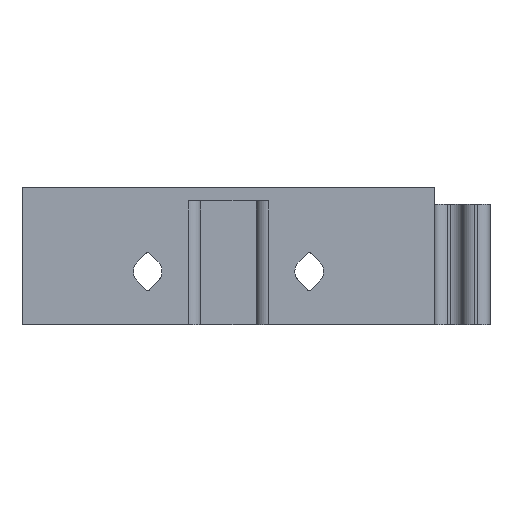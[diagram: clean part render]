
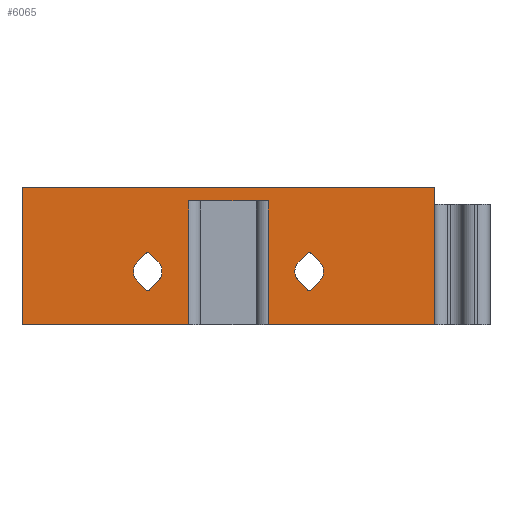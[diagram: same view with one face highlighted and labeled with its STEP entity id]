
A CAD part, left-side view. The second image highlights one B-rep face of the part: STEP entity #6065.
In plain terms, the highlighted planar face has unit normal (-1, 0, 0).
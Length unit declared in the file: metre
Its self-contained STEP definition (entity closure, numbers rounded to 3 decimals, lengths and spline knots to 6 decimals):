
#196=CIRCLE('',#6519,0.0004);
#197=CIRCLE('',#6520,0.002075);
#198=CIRCLE('',#6521,0.0004);
#199=CIRCLE('',#6522,0.002075);
#200=CIRCLE('',#6523,0.0004);
#201=CIRCLE('',#6524,0.002075);
#202=CIRCLE('',#6525,0.0004);
#203=CIRCLE('',#6526,0.002075);
#989=ORIENTED_EDGE('',*,*,#2769,.T.);
#990=ORIENTED_EDGE('',*,*,#2495,.F.);
#991=ORIENTED_EDGE('',*,*,#2770,.F.);
#992=ORIENTED_EDGE('',*,*,#2771,.F.);
#993=ORIENTED_EDGE('',*,*,#2772,.T.);
#994=ORIENTED_EDGE('',*,*,#2479,.F.);
#995=ORIENTED_EDGE('',*,*,#2773,.T.);
#996=ORIENTED_EDGE('',*,*,#2277,.T.);
#997=ORIENTED_EDGE('',*,*,#2774,.F.);
#998=ORIENTED_EDGE('',*,*,#2775,.F.);
#999=ORIENTED_EDGE('',*,*,#2776,.T.);
#1000=ORIENTED_EDGE('',*,*,#2777,.F.);
#1001=ORIENTED_EDGE('',*,*,#2778,.T.);
#1002=ORIENTED_EDGE('',*,*,#2779,.F.);
#1003=ORIENTED_EDGE('',*,*,#2780,.F.);
#1004=ORIENTED_EDGE('',*,*,#2781,.F.);
#1005=ORIENTED_EDGE('',*,*,#2782,.F.);
#1006=ORIENTED_EDGE('',*,*,#2783,.F.);
#1007=ORIENTED_EDGE('',*,*,#2784,.T.);
#1008=ORIENTED_EDGE('',*,*,#2785,.F.);
#1009=ORIENTED_EDGE('',*,*,#2786,.T.);
#1010=ORIENTED_EDGE('',*,*,#2787,.F.);
#1011=ORIENTED_EDGE('',*,*,#2788,.F.);
#1012=ORIENTED_EDGE('',*,*,#2789,.F.);
#2277=EDGE_CURVE('',#3206,#3209,#3815,.F.);
#2479=EDGE_CURVE('',#3387,#3388,#3953,.F.);
#2495=EDGE_CURVE('',#3403,#3404,#3961,.F.);
#2769=EDGE_CURVE('',#3209,#3404,#4137,.T.);
#2770=EDGE_CURVE('',#3617,#3403,#4138,.T.);
#2771=EDGE_CURVE('',#3618,#3617,#4139,.F.);
#2772=EDGE_CURVE('',#3618,#3388,#4140,.F.);
#2773=EDGE_CURVE('',#3387,#3206,#4141,.T.);
#2774=EDGE_CURVE('',#3619,#3620,#4142,.T.);
#2775=EDGE_CURVE('',#3621,#3619,#196,.T.);
#2776=EDGE_CURVE('',#3621,#3622,#4143,.T.);
#2777=EDGE_CURVE('',#3623,#3622,#197,.T.);
#2778=EDGE_CURVE('',#3623,#3624,#4144,.T.);
#2779=EDGE_CURVE('',#3625,#3624,#198,.T.);
#2780=EDGE_CURVE('',#3626,#3625,#4145,.T.);
#2781=EDGE_CURVE('',#3620,#3626,#199,.T.);
#2782=EDGE_CURVE('',#3627,#3628,#4146,.T.);
#2783=EDGE_CURVE('',#3629,#3627,#200,.T.);
#2784=EDGE_CURVE('',#3629,#3630,#4147,.T.);
#2785=EDGE_CURVE('',#3631,#3630,#201,.T.);
#2786=EDGE_CURVE('',#3631,#3632,#4148,.T.);
#2787=EDGE_CURVE('',#3633,#3632,#202,.T.);
#2788=EDGE_CURVE('',#3634,#3633,#4149,.T.);
#2789=EDGE_CURVE('',#3628,#3634,#203,.T.);
#3206=VERTEX_POINT('',#8388);
#3209=VERTEX_POINT('',#8393);
#3387=VERTEX_POINT('',#8858);
#3388=VERTEX_POINT('',#8860);
#3403=VERTEX_POINT('',#8890);
#3404=VERTEX_POINT('',#8892);
#3617=VERTEX_POINT('',#9494);
#3618=VERTEX_POINT('',#9496);
#3619=VERTEX_POINT('',#9500);
#3620=VERTEX_POINT('',#9501);
#3621=VERTEX_POINT('',#9503);
#3622=VERTEX_POINT('',#9505);
#3623=VERTEX_POINT('',#9507);
#3624=VERTEX_POINT('',#9509);
#3625=VERTEX_POINT('',#9511);
#3626=VERTEX_POINT('',#9513);
#3627=VERTEX_POINT('',#9516);
#3628=VERTEX_POINT('',#9517);
#3629=VERTEX_POINT('',#9519);
#3630=VERTEX_POINT('',#9521);
#3631=VERTEX_POINT('',#9523);
#3632=VERTEX_POINT('',#9525);
#3633=VERTEX_POINT('',#9527);
#3634=VERTEX_POINT('',#9529);
#3815=LINE('',#8394,#4461);
#3953=LINE('',#8859,#4599);
#3961=LINE('',#8891,#4607);
#4137=LINE('',#9492,#4783);
#4138=LINE('',#9493,#4784);
#4139=LINE('',#9495,#4785);
#4140=LINE('',#9497,#4786);
#4141=LINE('',#9498,#4787);
#4142=LINE('',#9499,#4788);
#4143=LINE('',#9504,#4789);
#4144=LINE('',#9508,#4790);
#4145=LINE('',#9512,#4791);
#4146=LINE('',#9515,#4792);
#4147=LINE('',#9520,#4793);
#4148=LINE('',#9524,#4794);
#4149=LINE('',#9528,#4795);
#4461=VECTOR('',#6800,1.);
#4599=VECTOR('',#7092,1.);
#4607=VECTOR('',#7116,1.);
#4783=VECTOR('',#7516,1.);
#4784=VECTOR('',#7517,1.);
#4785=VECTOR('',#7518,1.);
#4786=VECTOR('',#7519,1.);
#4787=VECTOR('',#7520,1.);
#4788=VECTOR('',#7521,1.);
#4789=VECTOR('',#7524,1.);
#4790=VECTOR('',#7527,1.);
#4791=VECTOR('',#7530,1.);
#4792=VECTOR('',#7533,1.);
#4793=VECTOR('',#7536,1.);
#4794=VECTOR('',#7539,1.);
#4795=VECTOR('',#7542,1.);
#5194=EDGE_LOOP('',(#989,#990,#991,#992,#993,#994,#995,#996));
#5195=EDGE_LOOP('',(#997,#998,#999,#1000,#1001,#1002,#1003,#1004));
#5196=EDGE_LOOP('',(#1005,#1006,#1007,#1008,#1009,#1010,#1011,#1012));
#5538=FACE_BOUND('',#5194,.T.);
#5539=FACE_BOUND('',#5195,.T.);
#5540=FACE_BOUND('',#5196,.T.);
#5835=PLANE('',#6518);
#6065=ADVANCED_FACE('',(#5538,#5539,#5540),#5835,.T.);
#6518=AXIS2_PLACEMENT_3D('',#9491,#7514,#7515);
#6519=AXIS2_PLACEMENT_3D('',#9502,#7522,#7523);
#6520=AXIS2_PLACEMENT_3D('',#9506,#7525,#7526);
#6521=AXIS2_PLACEMENT_3D('',#9510,#7528,#7529);
#6522=AXIS2_PLACEMENT_3D('',#9514,#7531,#7532);
#6523=AXIS2_PLACEMENT_3D('',#9518,#7534,#7535);
#6524=AXIS2_PLACEMENT_3D('',#9522,#7537,#7538);
#6525=AXIS2_PLACEMENT_3D('',#9526,#7540,#7541);
#6526=AXIS2_PLACEMENT_3D('',#9530,#7543,#7544);
#6800=DIRECTION('',(0.,-1.,0.));
#7092=DIRECTION('',(0.,-1.,0.));
#7116=DIRECTION('',(0.,-1.,0.));
#7514=DIRECTION('',(-1.,0.,0.));
#7515=DIRECTION('',(0.,-1.,0.));
#7516=DIRECTION('',(0.,0.,-1.));
#7517=DIRECTION('',(0.,0.,-1.));
#7518=DIRECTION('',(0.,-1.,0.));
#7519=DIRECTION('',(0.,0.,1.));
#7520=DIRECTION('',(0.,0.,1.));
#7521=DIRECTION('',(0.,-0.707,0.707));
#7522=DIRECTION('',(-1.,0.,0.));
#7523=DIRECTION('',(0.,-1.,0.));
#7524=DIRECTION('',(0.,0.707,0.707));
#7525=DIRECTION('',(-1.,0.,0.));
#7526=DIRECTION('',(0.,-1.,0.));
#7527=DIRECTION('',(0.,-0.707,0.707));
#7528=DIRECTION('',(-1.,0.,0.));
#7529=DIRECTION('',(0.,-1.,0.));
#7530=DIRECTION('',(0.,0.707,0.707));
#7531=DIRECTION('',(-1.,0.,0.));
#7532=DIRECTION('',(0.,-1.,0.));
#7533=DIRECTION('',(0.,-0.707,0.707));
#7534=DIRECTION('',(-1.,0.,0.));
#7535=DIRECTION('',(0.,-1.,0.));
#7536=DIRECTION('',(0.,0.707,0.707));
#7537=DIRECTION('',(-1.,0.,0.));
#7538=DIRECTION('',(0.,-1.,0.));
#7539=DIRECTION('',(0.,-0.707,0.707));
#7540=DIRECTION('',(-1.,0.,0.));
#7541=DIRECTION('',(0.,-1.,0.));
#7542=DIRECTION('',(0.,0.707,0.707));
#7543=DIRECTION('',(-1.,0.,0.));
#7544=DIRECTION('',(0.,-1.,0.));
#8388=CARTESIAN_POINT('',(0.810025,1.59,0.38));
#8393=CARTESIAN_POINT('',(0.810025,1.65,0.38));
#8394=CARTESIAN_POINT('',(0.810025,1.662111,0.38));
#8858=CARTESIAN_POINT('',(0.810025,1.59,0.36));
#8859=CARTESIAN_POINT('',(0.810025,1.662111,0.36));
#8860=CARTESIAN_POINT('',(0.810025,1.614222,0.36));
#8890=CARTESIAN_POINT('',(0.810025,1.625778,0.36));
#8891=CARTESIAN_POINT('',(0.810025,1.662111,0.36));
#8892=CARTESIAN_POINT('',(0.810025,1.65,0.36));
#9491=CARTESIAN_POINT('',(0.810025,1.662111,0.38));
#9492=CARTESIAN_POINT('',(0.810025,1.65,0.38));
#9493=CARTESIAN_POINT('',(0.810025,1.625778,0.38));
#9494=CARTESIAN_POINT('',(0.810025,1.625778,0.378));
#9495=CARTESIAN_POINT('',(0.810025,1.662111,0.378));
#9496=CARTESIAN_POINT('',(0.810025,1.614222,0.378));
#9497=CARTESIAN_POINT('',(0.810025,1.614222,0.38));
#9498=CARTESIAN_POINT('',(0.810025,1.59,0.38));
#9499=CARTESIAN_POINT('',(0.810025,1.639322,0.357211));
#9500=CARTESIAN_POINT('',(0.810025,1.631451,0.365082));
#9501=CARTESIAN_POINT('',(0.810025,1.630266,0.366266));
#9502=CARTESIAN_POINT('',(0.810025,1.631733,0.365365));
#9503=CARTESIAN_POINT('',(0.810025,1.632016,0.365082));
#9504=CARTESIAN_POINT('',(0.810025,1.654523,0.387588));
#9505=CARTESIAN_POINT('',(0.810025,1.633201,0.366266));
#9506=CARTESIAN_POINT('',(0.810025,1.631733,0.367733));
#9507=CARTESIAN_POINT('',(0.810025,1.633201,0.369201));
#9508=CARTESIAN_POINT('',(0.810025,1.642256,0.360145));
#9509=CARTESIAN_POINT('',(0.810025,1.632016,0.370385));
#9510=CARTESIAN_POINT('',(0.810025,1.631733,0.370102));
#9511=CARTESIAN_POINT('',(0.810025,1.631451,0.370385));
#9512=CARTESIAN_POINT('',(0.810025,1.651588,0.390523));
#9513=CARTESIAN_POINT('',(0.810025,1.630266,0.369201));
#9514=CARTESIAN_POINT('',(0.810025,1.631733,0.367733));
#9515=CARTESIAN_POINT('',(0.810025,1.627588,0.345477));
#9516=CARTESIAN_POINT('',(0.810025,1.607984,0.365082));
#9517=CARTESIAN_POINT('',(0.810025,1.606799,0.366266));
#9518=CARTESIAN_POINT('',(0.810025,1.608267,0.365365));
#9519=CARTESIAN_POINT('',(0.810025,1.608549,0.365082));
#9520=CARTESIAN_POINT('',(0.810025,1.642789,0.399322));
#9521=CARTESIAN_POINT('',(0.810025,1.609734,0.366266));
#9522=CARTESIAN_POINT('',(0.810025,1.608267,0.367733));
#9523=CARTESIAN_POINT('',(0.810025,1.609734,0.369201));
#9524=CARTESIAN_POINT('',(0.810025,1.630523,0.348412));
#9525=CARTESIAN_POINT('',(0.810025,1.608549,0.370385));
#9526=CARTESIAN_POINT('',(0.810025,1.608267,0.370102));
#9527=CARTESIAN_POINT('',(0.810025,1.607984,0.370385));
#9528=CARTESIAN_POINT('',(0.810025,1.639855,0.402256));
#9529=CARTESIAN_POINT('',(0.810025,1.606799,0.369201));
#9530=CARTESIAN_POINT('',(0.810025,1.608267,0.367733));
